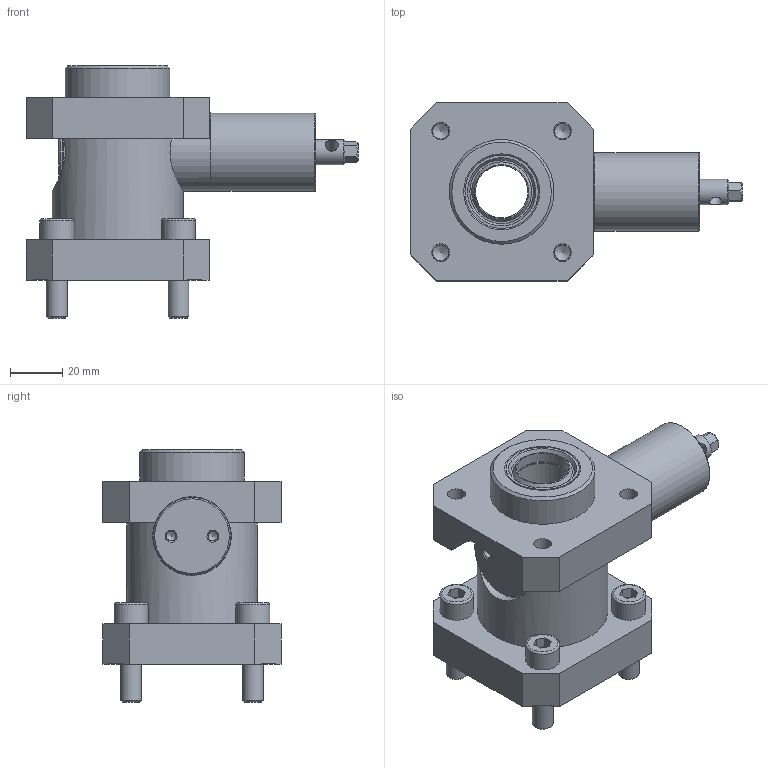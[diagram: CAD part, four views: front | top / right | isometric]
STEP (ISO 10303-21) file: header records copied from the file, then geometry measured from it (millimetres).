
FILE_DESCRIPTION(/* description */ (''),/* implementation_level */ '2;1');
FILE_NAME(/* name */ 'xl_50_brems.stp',/* time_stamp */ '2019-12-09T11:29:50+01:00',/* author */ ('leitheußer'),/* organization */ (''),/* preprocessor_version */ 'ST-DEVELOPER v15.6',/* originating_system */ 'Autodesk Inventor LT ',/* authorisation */ '');
FILE_SCHEMA (('AUTOMOTIVE_DESIGN { 1 0 10303 214 3 1 1 }'));
Length unit declared in the file: millimetre
Products named in the file (1): FEL-PSO-050
Bounding box: 126.83 x 68 x 96.5 mm (x, y, z)
Volume: 171048.1 mm3; surface area: 71046.1 mm2
Topology: 11 solids, 11 shells, 241 faces, 526 edges, 328 vertices
Faces by surface type: plane 121, cylinder 61, cone 43, torus 16
Full cylindrical faces by diameter (mm): 2.6 x2, 3.6 x2, 5 x5, 6.8 x4, 8 x5, 8.5 x4, 8.566 x1, 9.728 x1, 13 x4, 18.02 x1, 20 x2, 21 x2, 22 x2, 23 x2, 26 x1, 26.5 x1, 27 x1, 27.8 x2, 28 x3, 28.1 x1, 28.15 x1, 28.2 x1, 28.8 x1, 29.5 x1, 29.8 x1, 29.85 x1, 30 x2, 40 x2, 50 x1
Entity records: 6446 total; most frequent: CARTESIAN_POINT 1362, DIRECTION 1036, ORIENTED_EDGE 762, AXIS2_PLACEMENT_3D 429, EDGE_LOOP 414, EDGE_CURVE 381, VERTEX_POINT 299, FACE_OUTER_BOUND 241
